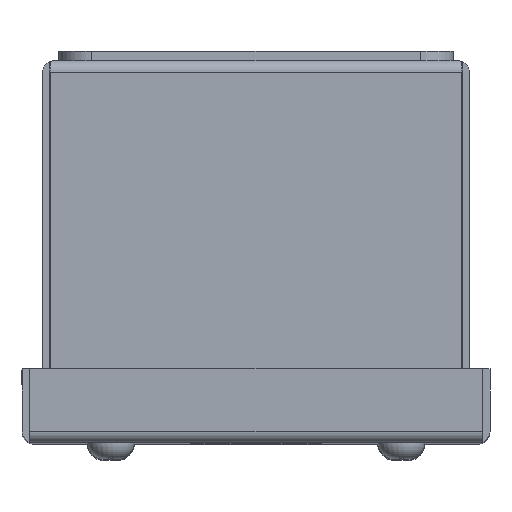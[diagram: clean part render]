
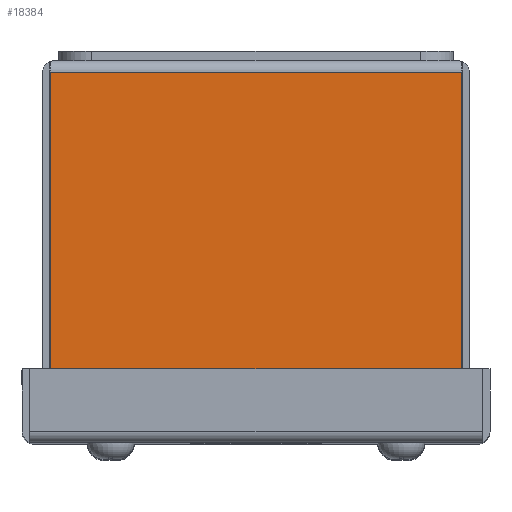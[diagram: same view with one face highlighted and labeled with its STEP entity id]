
A CAD part, top view. The second image highlights one B-rep face of the part: STEP entity #18384.
In plain terms, the highlighted planar face has unit normal (0, 0, 1).
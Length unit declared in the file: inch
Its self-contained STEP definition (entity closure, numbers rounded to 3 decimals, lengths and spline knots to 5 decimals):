
#736 = FACE_OUTER_BOUND ( 'NONE', #8053, .T. ) ;
#1471 = VECTOR ( 'NONE', #14359, 39.37008 ) ;
#1672 = LINE ( 'NONE', #11655, #1471 ) ;
#1698 = CARTESIAN_POINT ( 'NONE',  ( 1.56721, -2.664, 2.875 ) ) ;
#1971 = CARTESIAN_POINT ( 'NONE',  ( -10.902, 0., 2.875 ) ) ;
#2603 = ORIENTED_EDGE ( 'NONE', *, *, #3654, .T. ) ;
#2772 = VERTEX_POINT ( 'NONE', #13554 ) ;
#3527 = VECTOR ( 'NONE', #16855, 39.37008 ) ;
#3654 = EDGE_CURVE ( 'NONE', #4019, #18321, #4944, .T. ) ;
#4019 = VERTEX_POINT ( 'NONE', #5006 ) ;
#4828 = EDGE_CURVE ( 'NONE', #6017, #2772, #5791, .T. ) ;
#4847 = DIRECTION ( 'NONE',  ( 1., 0., 0. ) ) ;
#4944 = LINE ( 'NONE', #5217, #6210 ) ;
#5006 = CARTESIAN_POINT ( 'NONE',  ( -1.56721, -2.664, 2.875 ) ) ;
#5217 = CARTESIAN_POINT ( 'NONE',  ( -10.902, -2.664, 2.875 ) ) ;
#5670 = ORIENTED_EDGE ( 'NONE', *, *, #13670, .T. ) ;
#5791 = LINE ( 'NONE', #14054, #3527 ) ;
#5997 = EDGE_CURVE ( 'NONE', #6017, #4019, #1672, .T. ) ;
#6017 = VERTEX_POINT ( 'NONE', #14639 ) ;
#6210 = VECTOR ( 'NONE', #4847, 39.37008 ) ;
#6260 = ORIENTED_EDGE ( 'NONE', *, *, #5997, .T. ) ;
#6296 = DIRECTION ( 'NONE',  ( 0., 0., 1. ) ) ;
#6732 = ORIENTED_EDGE ( 'NONE', *, *, #4828, .F. ) ;
#7511 = DIRECTION ( 'NONE',  ( 0., 1., 0. ) ) ;
#8053 = EDGE_LOOP ( 'NONE', ( #5670, #6732, #6260, #2603 ) ) ;
#8930 = CARTESIAN_POINT ( 'NONE',  ( 1.56721, 0., 2.875 ) ) ;
#10040 = VECTOR ( 'NONE', #7511, 39.37008 ) ;
#11655 = CARTESIAN_POINT ( 'NONE',  ( -1.56721, 0., 2.875 ) ) ;
#12127 = PLANE ( 'NONE',  #15864 ) ;
#13352 = DIRECTION ( 'NONE',  ( 1., 0., 0. ) ) ;
#13554 = CARTESIAN_POINT ( 'NONE',  ( 1.56721, -0.086, 2.875 ) ) ;
#13670 = EDGE_CURVE ( 'NONE', #18321, #2772, #16045, .T. ) ;
#14054 = CARTESIAN_POINT ( 'NONE',  ( -1.539, -0.086, 2.875 ) ) ;
#14359 = DIRECTION ( 'NONE',  ( 0., -1., 0. ) ) ;
#14639 = CARTESIAN_POINT ( 'NONE',  ( -1.56721, -0.086, 2.875 ) ) ;
#15864 = AXIS2_PLACEMENT_3D ( 'NONE', #1971, #6296, #13352 ) ;
#16045 = LINE ( 'NONE', #8930, #10040 ) ;
#16855 = DIRECTION ( 'NONE',  ( 1., 0., 0. ) ) ;
#18321 = VERTEX_POINT ( 'NONE', #1698 ) ;
#18384 = ADVANCED_FACE ( 'NONE', ( #736 ), #12127, .T. ) ;
